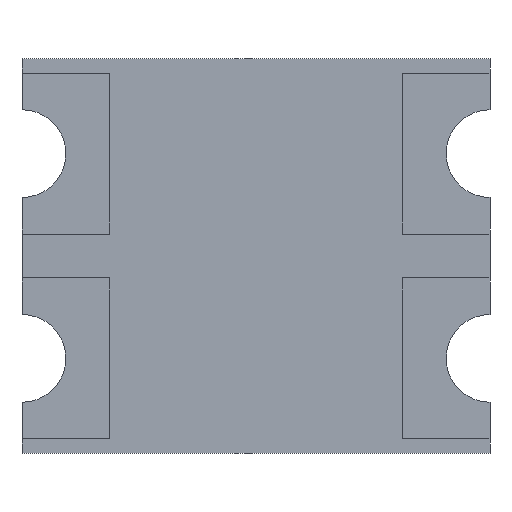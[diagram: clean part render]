
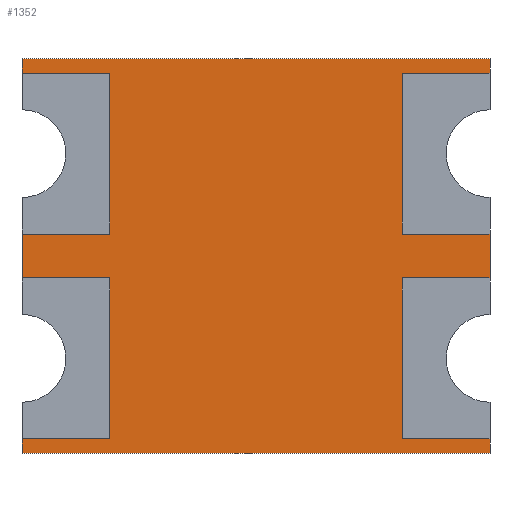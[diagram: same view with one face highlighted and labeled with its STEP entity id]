
A CAD part, front view. The second image highlights one B-rep face of the part: STEP entity #1352.
In plain terms, the highlighted planar face has unit normal (0, -1, 0).
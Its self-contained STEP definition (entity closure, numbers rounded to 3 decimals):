
#14=DIRECTION('',(-1.,0.,0.));
#15=VECTOR('',#14,0.6);
#16=CARTESIAN_POINT('',(1.6,0.,1.25));
#17=LINE('',#16,#15);
#22=DIRECTION('',(0.,0.,-1.));
#23=VECTOR('',#22,1.1);
#24=CARTESIAN_POINT('',(1.,0.,1.25));
#25=LINE('',#24,#23);
#29=DIRECTION('',(-1.,0.,0.));
#30=VECTOR('',#29,0.6);
#31=CARTESIAN_POINT('',(1.6,0.,0.15));
#32=LINE('',#31,#30);
#36=DIRECTION('',(0.,0.,-1.));
#37=VECTOR('',#36,0.3);
#38=CARTESIAN_POINT('',(1.6,0.,0.15));
#39=LINE('',#38,#37);
#43=DIRECTION('',(-1.,0.,0.));
#44=VECTOR('',#43,0.6);
#45=CARTESIAN_POINT('',(1.6,0.,-0.15));
#46=LINE('',#45,#44);
#50=DIRECTION('',(0.,0.,-1.));
#51=VECTOR('',#50,1.1);
#52=CARTESIAN_POINT('',(1.,0.,-0.15));
#53=LINE('',#52,#51);
#57=DIRECTION('',(-1.,0.,0.));
#58=VECTOR('',#57,0.6);
#59=CARTESIAN_POINT('',(1.6,0.,-1.25));
#60=LINE('',#59,#58);
#64=DIRECTION('',(0.,0.,-1.));
#65=VECTOR('',#64,0.1);
#66=CARTESIAN_POINT('',(1.6,0.,-1.25));
#67=LINE('',#66,#65);
#71=DIRECTION('',(-1.,0.,0.));
#72=VECTOR('',#71,3.2);
#73=CARTESIAN_POINT('',(1.6,0.,-1.35));
#74=LINE('',#73,#72);
#78=DIRECTION('',(0.,0.,1.));
#79=VECTOR('',#78,0.1);
#80=CARTESIAN_POINT('',(-1.6,0.,-1.35));
#81=LINE('',#80,#79);
#85=DIRECTION('',(1.,0.,0.));
#86=VECTOR('',#85,0.6);
#87=CARTESIAN_POINT('',(-1.6,0.,-1.25));
#88=LINE('',#87,#86);
#92=DIRECTION('',(0.,0.,1.));
#93=VECTOR('',#92,1.1);
#94=CARTESIAN_POINT('',(-1.,0.,-1.25));
#95=LINE('',#94,#93);
#99=DIRECTION('',(1.,0.,0.));
#100=VECTOR('',#99,0.6);
#101=CARTESIAN_POINT('',(-1.6,0.,-0.15));
#102=LINE('',#101,#100);
#106=DIRECTION('',(0.,0.,1.));
#107=VECTOR('',#106,0.3);
#108=CARTESIAN_POINT('',(-1.6,0.,-0.15));
#109=LINE('',#108,#107);
#113=DIRECTION('',(1.,0.,0.));
#114=VECTOR('',#113,0.6);
#115=CARTESIAN_POINT('',(-1.6,0.,0.15));
#116=LINE('',#115,#114);
#120=DIRECTION('',(0.,0.,1.));
#121=VECTOR('',#120,1.1);
#122=CARTESIAN_POINT('',(-1.,0.,0.15));
#123=LINE('',#122,#121);
#127=DIRECTION('',(1.,0.,0.));
#128=VECTOR('',#127,0.6);
#129=CARTESIAN_POINT('',(-1.6,0.,1.25));
#130=LINE('',#129,#128);
#134=DIRECTION('',(0.,0.,1.));
#135=VECTOR('',#134,0.1);
#136=CARTESIAN_POINT('',(-1.6,0.,1.25));
#137=LINE('',#136,#135);
#141=DIRECTION('',(1.,0.,0.));
#142=VECTOR('',#141,3.2);
#143=CARTESIAN_POINT('',(-1.6,0.,1.35));
#144=LINE('',#143,#142);
#148=DIRECTION('',(0.,0.,-1.));
#149=VECTOR('',#148,0.1);
#150=CARTESIAN_POINT('',(1.6,0.,1.35));
#151=LINE('',#150,#149);
#1105=CARTESIAN_POINT('',(-1.6,0.,1.35));
#1106=CARTESIAN_POINT('',(1.6,0.,1.35));
#1107=VERTEX_POINT('',#1105);
#1108=VERTEX_POINT('',#1106);
#1109=CARTESIAN_POINT('',(1.6,0.,-1.35));
#1110=CARTESIAN_POINT('',(-1.6,0.,-1.35));
#1111=VERTEX_POINT('',#1109);
#1112=VERTEX_POINT('',#1110);
#1265=CARTESIAN_POINT('',(1.6,0.,1.25));
#1266=CARTESIAN_POINT('',(1.,0.,1.25));
#1267=VERTEX_POINT('',#1265);
#1268=VERTEX_POINT('',#1266);
#1269=CARTESIAN_POINT('',(1.,0.,0.15));
#1270=VERTEX_POINT('',#1269);
#1271=CARTESIAN_POINT('',(1.6,0.,0.15));
#1272=VERTEX_POINT('',#1271);
#1273=CARTESIAN_POINT('',(1.6,0.,-0.15));
#1274=CARTESIAN_POINT('',(1.,0.,-0.15));
#1275=VERTEX_POINT('',#1273);
#1276=VERTEX_POINT('',#1274);
#1277=CARTESIAN_POINT('',(1.,0.,-1.25));
#1278=VERTEX_POINT('',#1277);
#1279=CARTESIAN_POINT('',(1.6,0.,-1.25));
#1280=VERTEX_POINT('',#1279);
#1281=CARTESIAN_POINT('',(-1.6,0.,0.15));
#1282=CARTESIAN_POINT('',(-1.,0.,0.15));
#1283=VERTEX_POINT('',#1281);
#1284=VERTEX_POINT('',#1282);
#1285=CARTESIAN_POINT('',(-1.,0.,1.25));
#1286=VERTEX_POINT('',#1285);
#1287=CARTESIAN_POINT('',(-1.6,0.,1.25));
#1288=VERTEX_POINT('',#1287);
#1289=CARTESIAN_POINT('',(-1.6,0.,-1.25));
#1290=CARTESIAN_POINT('',(-1.,0.,-1.25));
#1291=VERTEX_POINT('',#1289);
#1292=VERTEX_POINT('',#1290);
#1293=CARTESIAN_POINT('',(-1.,0.,-0.15));
#1294=VERTEX_POINT('',#1293);
#1295=CARTESIAN_POINT('',(-1.6,0.,-0.15));
#1296=VERTEX_POINT('',#1295);
#1305=CARTESIAN_POINT('',(0.,0.,0.));
#1306=DIRECTION('',(0.,1.,0.));
#1307=DIRECTION('',(1.,0.,0.));
#1308=AXIS2_PLACEMENT_3D('',#1305,#1306,#1307);
#1309=PLANE('',#1308);
#1311=ORIENTED_EDGE('',*,*,#1310,.T.);
#1313=ORIENTED_EDGE('',*,*,#1312,.T.);
#1315=ORIENTED_EDGE('',*,*,#1314,.F.);
#1317=ORIENTED_EDGE('',*,*,#1316,.T.);
#1319=ORIENTED_EDGE('',*,*,#1318,.T.);
#1321=ORIENTED_EDGE('',*,*,#1320,.T.);
#1323=ORIENTED_EDGE('',*,*,#1322,.F.);
#1325=ORIENTED_EDGE('',*,*,#1324,.T.);
#1327=ORIENTED_EDGE('',*,*,#1326,.T.);
#1329=ORIENTED_EDGE('',*,*,#1328,.T.);
#1331=ORIENTED_EDGE('',*,*,#1330,.T.);
#1333=ORIENTED_EDGE('',*,*,#1332,.T.);
#1335=ORIENTED_EDGE('',*,*,#1334,.F.);
#1337=ORIENTED_EDGE('',*,*,#1336,.T.);
#1339=ORIENTED_EDGE('',*,*,#1338,.T.);
#1341=ORIENTED_EDGE('',*,*,#1340,.T.);
#1343=ORIENTED_EDGE('',*,*,#1342,.F.);
#1345=ORIENTED_EDGE('',*,*,#1344,.T.);
#1347=ORIENTED_EDGE('',*,*,#1346,.T.);
#1349=ORIENTED_EDGE('',*,*,#1348,.T.);
#1350=EDGE_LOOP('',(#1311,#1313,#1315,#1317,#1319,#1321,#1323,#1325,#1327,#1329,
#1331,#1333,#1335,#1337,#1339,#1341,#1343,#1345,#1347,#1349));
#1351=FACE_OUTER_BOUND('',#1350,.F.);
#1352=ADVANCED_FACE('',(#1351),#1309,.F.);
#1310=EDGE_CURVE('',#1267,#1268,#17,.T.);
#1312=EDGE_CURVE('',#1268,#1270,#25,.T.);
#1314=EDGE_CURVE('',#1272,#1270,#32,.T.);
#1316=EDGE_CURVE('',#1272,#1275,#39,.T.);
#1318=EDGE_CURVE('',#1275,#1276,#46,.T.);
#1320=EDGE_CURVE('',#1276,#1278,#53,.T.);
#1322=EDGE_CURVE('',#1280,#1278,#60,.T.);
#1324=EDGE_CURVE('',#1280,#1111,#67,.T.);
#1326=EDGE_CURVE('',#1111,#1112,#74,.T.);
#1328=EDGE_CURVE('',#1112,#1291,#81,.T.);
#1330=EDGE_CURVE('',#1291,#1292,#88,.T.);
#1332=EDGE_CURVE('',#1292,#1294,#95,.T.);
#1334=EDGE_CURVE('',#1296,#1294,#102,.T.);
#1336=EDGE_CURVE('',#1296,#1283,#109,.T.);
#1338=EDGE_CURVE('',#1283,#1284,#116,.T.);
#1340=EDGE_CURVE('',#1284,#1286,#123,.T.);
#1342=EDGE_CURVE('',#1288,#1286,#130,.T.);
#1344=EDGE_CURVE('',#1288,#1107,#137,.T.);
#1346=EDGE_CURVE('',#1107,#1108,#144,.T.);
#1348=EDGE_CURVE('',#1108,#1267,#151,.T.);
